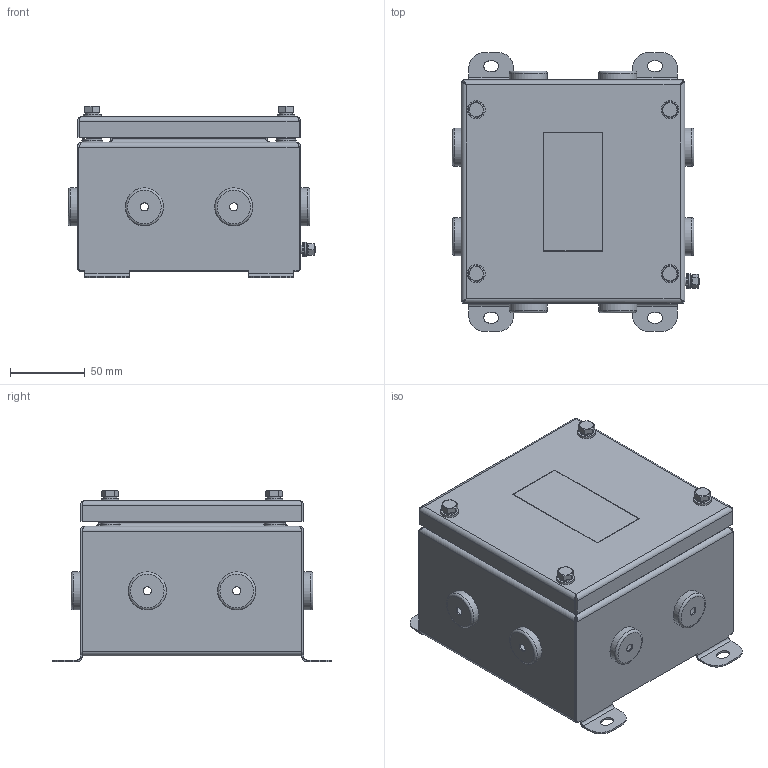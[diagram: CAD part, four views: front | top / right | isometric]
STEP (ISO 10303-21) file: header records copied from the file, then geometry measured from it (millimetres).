
FILE_DESCRIPTION(('STEP AP203'), '1');
FILE_NAME('ﾊﾌ-ﾀ-1515 IP66', '', ('UNSPECIFIED'), ('UNSPECIFIED'), 'ASCON STEP Converter 1.6', 'ASCON Math Kernel', '');
FILE_SCHEMA(('CONFIG_CONTROL_DESIGN'));
Length unit declared in the file: millimetre
Bounding box: 166.1 x 186.95 x 115.2 mm (x, y, z)
Volume: 212024.7 mm3; surface area: 280053.6 mm2
Topology: 6 solids, 6 shells, 793 faces, 1792 edges, 1098 vertices
Faces by surface type: plane 441, cylinder 214, torus 62, bspline 44, cone 32
Full cylindrical faces by diameter (mm): 3 x2, 3.242 x1, 3.7 x1, 4 x3, 4.5 x6, 5 x2, 5.5 x20, 6 x10, 6.5 x1, 6.6 x8, 7.5 x2, 8 x8, 9 x8, 10 x2, 12 x6, 13 x8, 14 x4, 14.5 x8, 18 x2, 24.602 x8, 25.5 x8
Entity records: 36641 total; most frequent: CARTESIAN_POINT 13460, DIRECTION 3394, ORIENTED_EDGE 3160, EDGE_CURVE 1580, AXIS2_PLACEMENT_3D 1304, EDGE_LOOP 1162, VERTEX_POINT 1098, COLOUR_RGB 796
